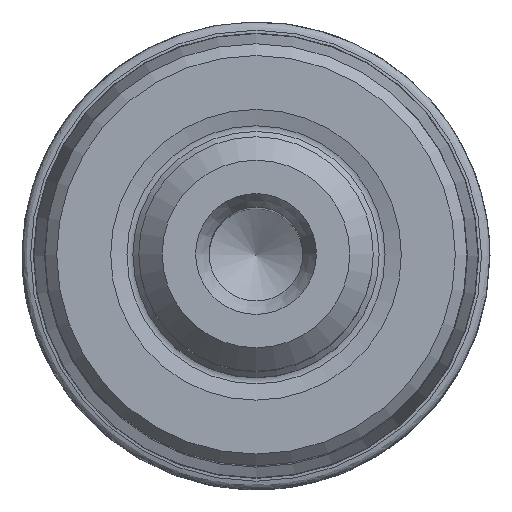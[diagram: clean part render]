
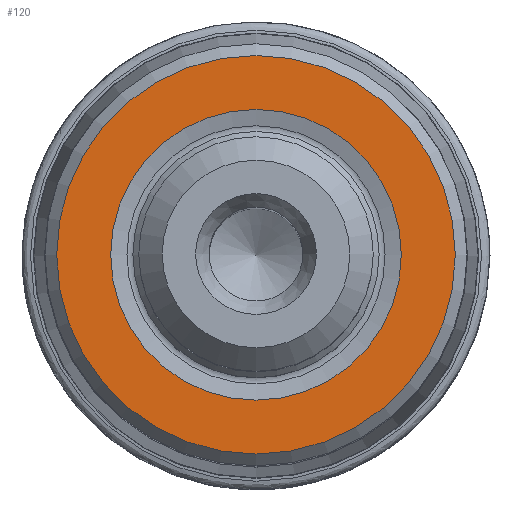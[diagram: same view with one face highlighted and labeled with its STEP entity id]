
A CAD part, top view. The second image highlights one B-rep face of the part: STEP entity #120.
In plain terms, the highlighted planar face has unit normal (0, 0, 1).
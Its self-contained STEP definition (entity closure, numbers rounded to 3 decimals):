
#50=PLANE('',#741);
#120=ADVANCED_FACE('',(#261,#262),#50,.F.);
#261=FACE_BOUND('',#373,.T.);
#262=FACE_BOUND('',#374,.T.);
#373=EDGE_LOOP('',(#485));
#374=EDGE_LOOP('',(#486));
#485=ORIENTED_EDGE('',*,*,#630,.T.);
#486=ORIENTED_EDGE('',*,*,#631,.T.);
#573=VERTEX_POINT('',#1307);
#574=VERTEX_POINT('',#1309);
#630=EDGE_CURVE('',#573,#573,#682,.T.);
#631=EDGE_CURVE('',#574,#574,#683,.T.);
#682=CIRCLE('',#739,8.5);
#683=CIRCLE('',#740,6.199);
#739=AXIS2_PLACEMENT_3D('',#1306,#874,#875);
#740=AXIS2_PLACEMENT_3D('',#1308,#876,#877);
#741=AXIS2_PLACEMENT_3D('',#1310,#878,#879);
#874=DIRECTION('',(0.,0.,1.));
#875=DIRECTION('',(-1.,0.,0.));
#876=DIRECTION('',(0.,0.,-1.));
#877=DIRECTION('',(-1.,0.,0.));
#878=DIRECTION('',(0.,0.,-1.));
#879=DIRECTION('',(-1.,0.,0.));
#1306=CARTESIAN_POINT('',(0.,0.,0.));
#1307=CARTESIAN_POINT('',(-8.5,0.,0.));
#1308=CARTESIAN_POINT('',(0.,0.,0.));
#1309=CARTESIAN_POINT('',(-6.199,0.,0.));
#1310=CARTESIAN_POINT('',(0.,0.,0.));
